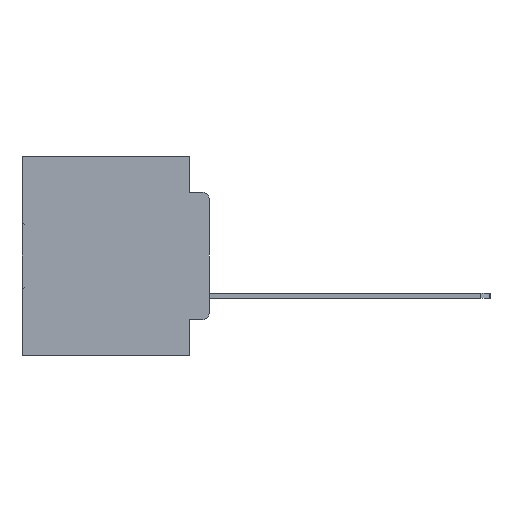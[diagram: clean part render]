
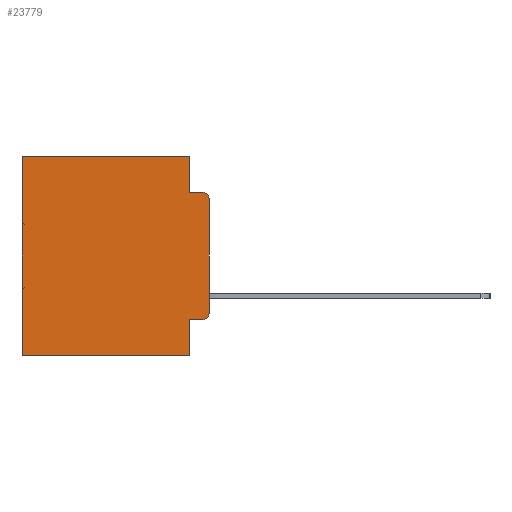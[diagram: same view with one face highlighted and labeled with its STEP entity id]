
A CAD part, left-side view. The second image highlights one B-rep face of the part: STEP entity #23779.
In plain terms, the highlighted planar face has unit normal (-1, 0, 0).
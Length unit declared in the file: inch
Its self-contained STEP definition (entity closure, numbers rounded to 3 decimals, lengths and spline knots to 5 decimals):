
#52 = VERTEX_POINT ( 'NONE', #12762 ) ;
#871 = ORIENTED_EDGE ( 'NONE', *, *, #21928, .T. ) ;
#1132 = CARTESIAN_POINT ( 'NONE',  ( 0.298, 0., 0. ) ) ;
#1524 = EDGE_CURVE ( 'NONE', #12190, #34412, #35193, .T. ) ;
#1585 = DIRECTION ( 'NONE',  ( 0., 0., -1. ) ) ;
#1791 = DIRECTION ( 'NONE',  ( 0., 1., 0. ) ) ;
#1803 = ORIENTED_EDGE ( 'NONE', *, *, #32638, .T. ) ;
#1873 = CARTESIAN_POINT ( 'NONE',  ( 0.298, 0.02, -0.0885 ) ) ;
#1909 = ORIENTED_EDGE ( 'NONE', *, *, #27126, .F. ) ;
#2575 = LINE ( 'NONE', #8314, #23773 ) ;
#2607 = ORIENTED_EDGE ( 'NONE', *, *, #33361, .F. ) ;
#2648 = ORIENTED_EDGE ( 'NONE', *, *, #14300, .T. ) ;
#3121 = ORIENTED_EDGE ( 'NONE', *, *, #11618, .T. ) ;
#3514 = CIRCLE ( 'NONE', #6068, 0.02 ) ;
#3841 = ORIENTED_EDGE ( 'NONE', *, *, #23832, .F. ) ;
#4215 = VERTEX_POINT ( 'NONE', #14782 ) ;
#4535 = ORIENTED_EDGE ( 'NONE', *, *, #1524, .F. ) ;
#4674 = ORIENTED_EDGE ( 'NONE', *, *, #32947, .T. ) ;
#4931 = LINE ( 'NONE', #7629, #18781 ) ;
#5062 = VECTOR ( 'NONE', #26037, 39.37008 ) ;
#6068 = AXIS2_PLACEMENT_3D ( 'NONE', #11895, #30854, #14644 ) ;
#6840 = CARTESIAN_POINT ( 'NONE',  ( 0.298, 0., 0. ) ) ;
#6848 = LINE ( 'NONE', #18422, #34968 ) ;
#7086 = CARTESIAN_POINT ( 'NONE',  ( 0.298, 0.051, -0.5 ) ) ;
#7549 = CARTESIAN_POINT ( 'NONE',  ( 0.298, 0.051, -0.0885 ) ) ;
#7629 = CARTESIAN_POINT ( 'NONE',  ( 0.298, 0.473, 0. ) ) ;
#7989 = PLANE ( 'NONE',  #10995 ) ;
#8219 = VECTOR ( 'NONE', #1585, 39.37008 ) ;
#8314 = CARTESIAN_POINT ( 'NONE',  ( 0.298, 0., -0.5 ) ) ;
#8552 = VERTEX_POINT ( 'NONE', #7086 ) ;
#8895 = VERTEX_POINT ( 'NONE', #19692 ) ;
#10250 = AXIS2_PLACEMENT_3D ( 'NONE', #31020, #14812, #33728 ) ;
#10995 = AXIS2_PLACEMENT_3D ( 'NONE', #6840, #31432, #15217 ) ;
#11618 = EDGE_CURVE ( 'NONE', #30649, #8895, #6848, .T. ) ;
#11895 = CARTESIAN_POINT ( 'NONE',  ( 0.298, 0.02, -0.1085 ) ) ;
#11899 = CIRCLE ( 'NONE', #10250, 0.02 ) ;
#12190 = VERTEX_POINT ( 'NONE', #34141 ) ;
#12762 = CARTESIAN_POINT ( 'NONE',  ( 0.298, 0., -0.1085 ) ) ;
#13317 = LINE ( 'NONE', #1132, #5062 ) ;
#14300 = EDGE_CURVE ( 'NONE', #8895, #4215, #4931, .T. ) ;
#14644 = DIRECTION ( 'NONE',  ( 0., 0., -1. ) ) ;
#14782 = CARTESIAN_POINT ( 'NONE',  ( 0.298, 0.473, -0.5 ) ) ;
#14812 = DIRECTION ( 'NONE',  ( -1., 0., 0. ) ) ;
#15217 = DIRECTION ( 'NONE',  ( 0., 0., -1. ) ) ;
#15987 = DIRECTION ( 'NONE',  ( 0., 0., -1. ) ) ;
#18189 = VERTEX_POINT ( 'NONE', #34495 ) ;
#18234 = CARTESIAN_POINT ( 'NONE',  ( 0.298, 0.051, 0. ) ) ;
#18422 = CARTESIAN_POINT ( 'NONE',  ( 0.298, 0., 0. ) ) ;
#18781 = VECTOR ( 'NONE', #15987, 39.37008 ) ;
#19692 = CARTESIAN_POINT ( 'NONE',  ( 0.298, 0.473, 0. ) ) ;
#19859 = EDGE_CURVE ( 'NONE', #52, #18189, #13317, .T. ) ;
#20389 = CARTESIAN_POINT ( 'NONE',  ( 0.298, 0.02, -0.4115 ) ) ;
#20440 = ORIENTED_EDGE ( 'NONE', *, *, #19859, .F. ) ;
#21179 = CARTESIAN_POINT ( 'NONE',  ( 0.298, 0.051, 0. ) ) ;
#21680 = DIRECTION ( 'NONE',  ( 0., -1., 0. ) ) ;
#21928 = EDGE_CURVE ( 'NONE', #24353, #18189, #11899, .T. ) ;
#22930 = FACE_OUTER_BOUND ( 'NONE', #29202, .T. ) ;
#23589 = VERTEX_POINT ( 'NONE', #23815 ) ;
#23773 = VECTOR ( 'NONE', #30125, 39.37008 ) ;
#23779 = ADVANCED_FACE ( 'NONE', ( #22930 ), #7989, .F. ) ;
#23815 = CARTESIAN_POINT ( 'NONE',  ( 0.298, 0.051, -0.4115 ) ) ;
#23832 = EDGE_CURVE ( 'NONE', #30649, #12190, #27514, .T. ) ;
#23916 = DIRECTION ( 'NONE',  ( 0., 0., -1. ) ) ;
#24353 = VERTEX_POINT ( 'NONE', #20389 ) ;
#25626 = VECTOR ( 'NONE', #29389, 39.37008 ) ;
#26037 = DIRECTION ( 'NONE',  ( 0., 0., -1. ) ) ;
#26763 = VECTOR ( 'NONE', #21680, 39.37008 ) ;
#26968 = CARTESIAN_POINT ( 'NONE',  ( 0.298, 0.051, -0.4115 ) ) ;
#27126 = EDGE_CURVE ( 'NONE', #23589, #8552, #28321, .T. ) ;
#27499 = VECTOR ( 'NONE', #23916, 39.37008 ) ;
#27514 = LINE ( 'NONE', #18234, #8219 ) ;
#27591 = LINE ( 'NONE', #26968, #26763 ) ;
#28321 = LINE ( 'NONE', #21179, #27499 ) ;
#29202 = EDGE_LOOP ( 'NONE', ( #20440, #4674, #4535, #3841, #3121, #2648, #2607, #1909, #1803, #871 ) ) ;
#29389 = DIRECTION ( 'NONE',  ( 0., -1., 0. ) ) ;
#30125 = DIRECTION ( 'NONE',  ( 0., 1., 0. ) ) ;
#30649 = VERTEX_POINT ( 'NONE', #31526 ) ;
#30854 = DIRECTION ( 'NONE',  ( -1., 0., 0. ) ) ;
#31020 = CARTESIAN_POINT ( 'NONE',  ( 0.298, 0.02, -0.3915 ) ) ;
#31432 = DIRECTION ( 'NONE',  ( 1., 0., 0. ) ) ;
#31526 = CARTESIAN_POINT ( 'NONE',  ( 0.298, 0.051, 0. ) ) ;
#32638 = EDGE_CURVE ( 'NONE', #23589, #24353, #27591, .T. ) ;
#32947 = EDGE_CURVE ( 'NONE', #52, #34412, #3514, .T. ) ;
#33361 = EDGE_CURVE ( 'NONE', #8552, #4215, #2575, .T. ) ;
#33728 = DIRECTION ( 'NONE',  ( 0., 0., -1. ) ) ;
#34141 = CARTESIAN_POINT ( 'NONE',  ( 0.298, 0.051, -0.0885 ) ) ;
#34412 = VERTEX_POINT ( 'NONE', #1873 ) ;
#34495 = CARTESIAN_POINT ( 'NONE',  ( 0.298, 0., -0.3915 ) ) ;
#34968 = VECTOR ( 'NONE', #1791, 39.37008 ) ;
#35193 = LINE ( 'NONE', #7549, #25626 ) ;
